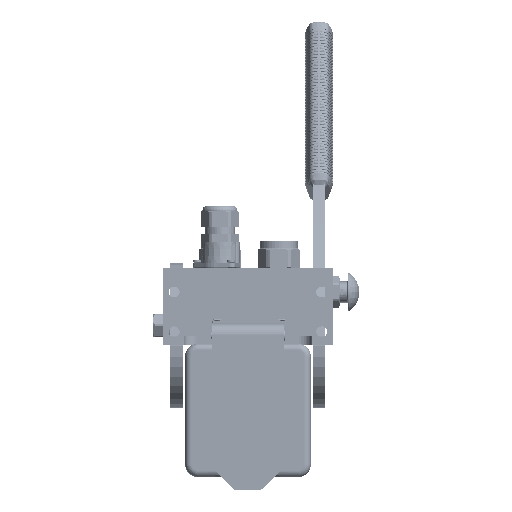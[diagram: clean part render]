
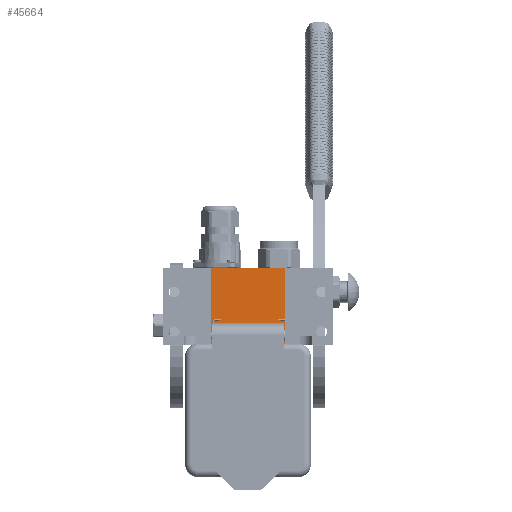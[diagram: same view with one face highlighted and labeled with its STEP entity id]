
A CAD part, left-side view. The second image highlights one B-rep face of the part: STEP entity #45664.
In plain terms, the highlighted face is planar.
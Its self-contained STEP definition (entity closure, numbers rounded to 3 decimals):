
#862 = VECTOR ( 'NONE', #168142, 1000. ) ;
#6126 = LINE ( 'NONE', #151329, #862 ) ;
#8978 = AXIS2_PLACEMENT_3D ( 'NONE', #74912, #140527, #41395 ) ;
#16226 = EDGE_CURVE ( 'NONE', #95916, #197575, #6126, .T. ) ;
#18867 = EDGE_CURVE ( 'NONE', #19826, #95916, #39211, .T. ) ;
#19826 = VERTEX_POINT ( 'NONE', #91195 ) ;
#26602 = ORIENTED_EDGE ( 'NONE', *, *, #149075, .T. ) ;
#39211 = LINE ( 'NONE', #208901, #75604 ) ;
#41395 = DIRECTION ( 'NONE',  ( -1., 0., 0. ) ) ;
#42840 = PLANE ( 'NONE',  #8978 ) ;
#45664 = ADVANCED_FACE ( 'NONE', ( #104254 ), #42840, .T. ) ;
#59511 = DIRECTION ( 'NONE',  ( 0., 1., 0. ) ) ;
#69009 = ORIENTED_EDGE ( 'NONE', *, *, #18867, .F. ) ;
#72580 = LINE ( 'NONE', #161139, #145624 ) ;
#74912 = CARTESIAN_POINT ( 'NONE',  ( 29., 0., -107.5 ) ) ;
#75604 = VECTOR ( 'NONE', #59511, 1000. ) ;
#76833 = CARTESIAN_POINT ( 'NONE',  ( -29., 0., -107.5 ) ) ;
#91195 = CARTESIAN_POINT ( 'NONE',  ( 29., 0., -107.5 ) ) ;
#95916 = VERTEX_POINT ( 'NONE', #207564 ) ;
#96475 = ORIENTED_EDGE ( 'NONE', *, *, #127896, .T. ) ;
#102938 = VECTOR ( 'NONE', #192002, 1000. ) ;
#104254 = FACE_OUTER_BOUND ( 'NONE', #106320, .T. ) ;
#105458 = CARTESIAN_POINT ( 'NONE',  ( -29., 60.2, -107.5 ) ) ;
#106320 = EDGE_LOOP ( 'NONE', ( #26602, #174334, #69009, #96475 ) ) ;
#124279 = VERTEX_POINT ( 'NONE', #76833 ) ;
#127896 = EDGE_CURVE ( 'NONE', #19826, #124279, #72580, .T. ) ;
#140527 = DIRECTION ( 'NONE',  ( 0., 0., -1. ) ) ;
#145624 = VECTOR ( 'NONE', #193880, 1000. ) ;
#149075 = EDGE_CURVE ( 'NONE', #124279, #197575, #184010, .T. ) ;
#151329 = CARTESIAN_POINT ( 'NONE',  ( 29., 60.2, -107.5 ) ) ;
#161139 = CARTESIAN_POINT ( 'NONE',  ( 29., 0., -107.5 ) ) ;
#168142 = DIRECTION ( 'NONE',  ( -1., 0., 0. ) ) ;
#174334 = ORIENTED_EDGE ( 'NONE', *, *, #16226, .F. ) ;
#184010 = LINE ( 'NONE', #193433, #102938 ) ;
#192002 = DIRECTION ( 'NONE',  ( 0., 1., 0. ) ) ;
#193433 = CARTESIAN_POINT ( 'NONE',  ( -29., 0., -107.5 ) ) ;
#193880 = DIRECTION ( 'NONE',  ( -1., 0., 0. ) ) ;
#197575 = VERTEX_POINT ( 'NONE', #105458 ) ;
#207564 = CARTESIAN_POINT ( 'NONE',  ( 29., 60.2, -107.5 ) ) ;
#208901 = CARTESIAN_POINT ( 'NONE',  ( 29., 0., -107.5 ) ) ;
